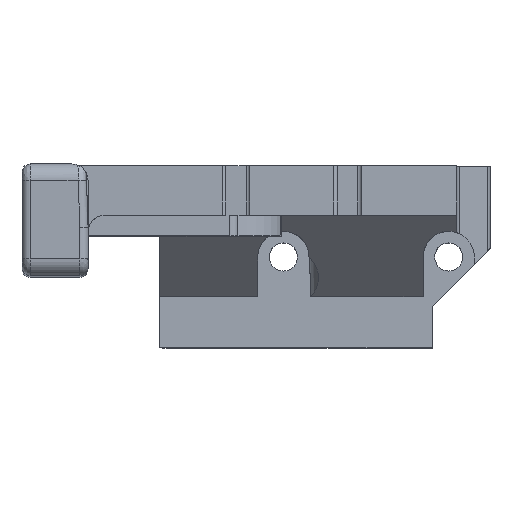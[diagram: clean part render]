
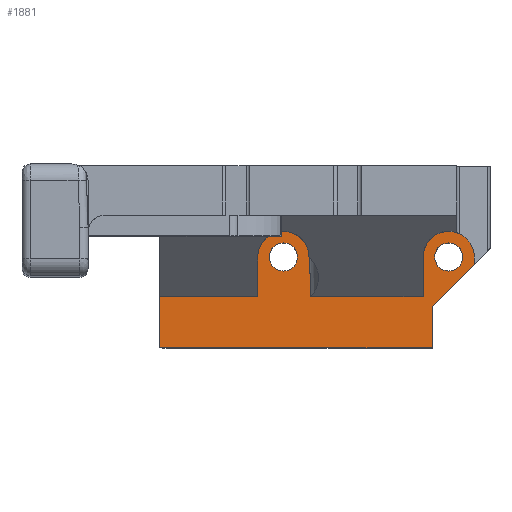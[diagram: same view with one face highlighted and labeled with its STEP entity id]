
A CAD part, top view. The second image highlights one B-rep face of the part: STEP entity #1881.
In plain terms, the highlighted face is planar.
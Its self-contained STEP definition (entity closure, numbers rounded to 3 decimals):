
#28=FACE_BOUND('',#279,.T.);
#29=FACE_BOUND('',#280,.T.);
#175=FACE_OUTER_BOUND('',#278,.T.);
#278=EDGE_LOOP('',(#1553,#1554,#1555,#1556,#1557,#1558,#1559,#1560,#1561,
#1562,#1563,#1564,#1565,#1566,#1567));
#279=EDGE_LOOP('',(#1568));
#280=EDGE_LOOP('',(#1569));
#380=LINE('',#2940,#549);
#382=LINE('',#2948,#551);
#394=LINE('',#2990,#563);
#397=LINE('',#2996,#566);
#398=LINE('',#3018,#567);
#403=LINE('',#3063,#572);
#405=LINE('',#3068,#574);
#440=LINE('',#3412,#609);
#449=LINE('',#3447,#618);
#450=LINE('',#3449,#619);
#451=LINE('',#3451,#620);
#452=LINE('',#3454,#621);
#549=VECTOR('',#2294,10.);
#551=VECTOR('',#2300,10.);
#563=VECTOR('',#2330,1000.);
#566=VECTOR('',#2335,1000.);
#567=VECTOR('',#2342,10.);
#572=VECTOR('',#2355,1000.);
#574=VECTOR('',#2359,10.);
#609=VECTOR('',#2490,1000.);
#618=VECTOR('',#2529,1000.);
#619=VECTOR('',#2530,1000.);
#620=VECTOR('',#2531,10.);
#621=VECTOR('',#2534,10.);
#694=CIRCLE('',#2002,3.1);
#695=CIRCLE('',#2005,3.1);
#723=CIRCLE('',#2067,1.7);
#725=CIRCLE('',#2070,1.7);
#726=CIRCLE('',#2072,3.1);
#820=VERTEX_POINT('',#2937);
#821=VERTEX_POINT('',#2939);
#824=VERTEX_POINT('',#2945);
#825=VERTEX_POINT('',#2947);
#837=VERTEX_POINT('',#2986);
#838=VERTEX_POINT('',#2988);
#840=VERTEX_POINT('',#2994);
#841=VERTEX_POINT('',#2998);
#842=VERTEX_POINT('',#3017);
#845=VERTEX_POINT('',#3055);
#848=VERTEX_POINT('',#3061);
#850=VERTEX_POINT('',#3066);
#896=VERTEX_POINT('',#3437);
#898=VERTEX_POINT('',#3443);
#899=VERTEX_POINT('',#3448);
#900=VERTEX_POINT('',#3450);
#901=VERTEX_POINT('',#3452);
#1021=EDGE_CURVE('',#821,#820,#380,.F.);
#1025=EDGE_CURVE('',#825,#824,#382,.F.);
#1043=EDGE_CURVE('',#837,#838,#394,.T.);
#1046=EDGE_CURVE('',#838,#840,#397,.T.);
#1048=EDGE_CURVE('',#840,#841,#694,.T.);
#1049=EDGE_CURVE('',#821,#842,#398,.T.);
#1051=EDGE_CURVE('',#842,#841,#695,.T.);
#1058=EDGE_CURVE('',#845,#848,#403,.T.);
#1060=EDGE_CURVE('',#848,#850,#405,.T.);
#1128=EDGE_CURVE('',#824,#837,#440,.F.);
#1141=EDGE_CURVE('',#896,#896,#723,.T.);
#1144=EDGE_CURVE('',#898,#898,#725,.T.);
#1145=EDGE_CURVE('',#845,#820,#449,.T.);
#1146=EDGE_CURVE('',#850,#899,#450,.T.);
#1147=EDGE_CURVE('',#900,#899,#451,.T.);
#1148=EDGE_CURVE('',#901,#900,#726,.T.);
#1149=EDGE_CURVE('',#825,#901,#452,.T.);
#1553=ORIENTED_EDGE('',*,*,#1025,.T.);
#1554=ORIENTED_EDGE('',*,*,#1128,.T.);
#1555=ORIENTED_EDGE('',*,*,#1043,.T.);
#1556=ORIENTED_EDGE('',*,*,#1046,.T.);
#1557=ORIENTED_EDGE('',*,*,#1048,.T.);
#1558=ORIENTED_EDGE('',*,*,#1051,.F.);
#1559=ORIENTED_EDGE('',*,*,#1049,.F.);
#1560=ORIENTED_EDGE('',*,*,#1021,.T.);
#1561=ORIENTED_EDGE('',*,*,#1145,.F.);
#1562=ORIENTED_EDGE('',*,*,#1058,.T.);
#1563=ORIENTED_EDGE('',*,*,#1060,.T.);
#1564=ORIENTED_EDGE('',*,*,#1146,.T.);
#1565=ORIENTED_EDGE('',*,*,#1147,.F.);
#1566=ORIENTED_EDGE('',*,*,#1148,.F.);
#1567=ORIENTED_EDGE('',*,*,#1149,.F.);
#1568=ORIENTED_EDGE('',*,*,#1141,.T.);
#1569=ORIENTED_EDGE('',*,*,#1144,.T.);
#1804=PLANE('',#2071);
#1881=ADVANCED_FACE('',(#175,#28,#29),#1804,.F.);
#2002=AXIS2_PLACEMENT_3D('',#3015,#2338,#2339);
#2005=AXIS2_PLACEMENT_3D('',#3021,#2346,#2347);
#2067=AXIS2_PLACEMENT_3D('',#3439,#2518,#2519);
#2070=AXIS2_PLACEMENT_3D('',#3445,#2525,#2526);
#2071=AXIS2_PLACEMENT_3D('',#3446,#2527,#2528);
#2072=AXIS2_PLACEMENT_3D('',#3453,#2532,#2533);
#2294=DIRECTION('',(0.,0.,-1.));
#2300=DIRECTION('',(0.,0.,-1.));
#2330=DIRECTION('',(0.,0.,1.));
#2335=DIRECTION('',(0.,1.,0.));
#2338=DIRECTION('center_axis',(1.,0.,0.));
#2339=DIRECTION('ref_axis',(0.,0.,-1.));
#2342=DIRECTION('',(0.,1.,0.));
#2346=DIRECTION('center_axis',(-1.,0.,0.));
#2347=DIRECTION('ref_axis',(0.,0.,-1.));
#2355=DIRECTION('',(0.,0.,-1.));
#2359=DIRECTION('',(0.,1.,0.));
#2490=DIRECTION('',(0.,-1.,0.));
#2518=DIRECTION('center_axis',(-1.,0.,0.));
#2519=DIRECTION('ref_axis',(0.,0.,-1.));
#2525=DIRECTION('center_axis',(-1.,0.,0.));
#2526=DIRECTION('ref_axis',(0.,0.,-1.));
#2527=DIRECTION('center_axis',(-1.,0.,0.));
#2528=DIRECTION('ref_axis',(0.,0.,1.));
#2529=DIRECTION('',(0.,1.,0.));
#2530=DIRECTION('',(0.,0.707,-0.707));
#2531=DIRECTION('',(0.,-1.,0.));
#2532=DIRECTION('center_axis',(-1.,0.,0.));
#2533=DIRECTION('ref_axis',(0.,0.,-1.));
#2534=DIRECTION('',(0.,1.,0.));
#2937=CARTESIAN_POINT('',(8.,1.182,40.));
#2939=CARTESIAN_POINT('',(8.,1.182,28.1));
#2940=CARTESIAN_POINT('',(8.,1.182,40.));
#2945=CARTESIAN_POINT('',(8.,1.182,21.704));
#2947=CARTESIAN_POINT('',(8.,1.182,8.1));
#2948=CARTESIAN_POINT('',(8.,1.182,40.));
#2986=CARTESIAN_POINT('',(8.,4.,21.704));
#2988=CARTESIAN_POINT('',(8.,4.,21.9));
#2990=CARTESIAN_POINT('',(8.,4.,40.));
#2994=CARTESIAN_POINT('',(8.,6.,21.9));
#2996=CARTESIAN_POINT('',(8.,4.,21.9));
#2998=CARTESIAN_POINT('',(8.,8.816,26.296));
#3015=CARTESIAN_POINT('Origin',(8.,6.,25.));
#3017=CARTESIAN_POINT('',(8.,6.,28.1));
#3018=CARTESIAN_POINT('',(8.,3.,28.1));
#3021=CARTESIAN_POINT('Origin',(8.,6.,25.));
#3055=CARTESIAN_POINT('',(8.,-5.,40.));
#3061=CARTESIAN_POINT('',(8.,-5.,7.));
#3063=CARTESIAN_POINT('',(8.,-5.,40.));
#3066=CARTESIAN_POINT('',(8.,0.,7.));
#3068=CARTESIAN_POINT('',(8.,0.,7.));
#3412=CARTESIAN_POINT('',(8.,21.192,21.704));
#3437=CARTESIAN_POINT('',(8.,6.,26.7));
#3439=CARTESIAN_POINT('Origin',(8.,6.,25.));
#3443=CARTESIAN_POINT('',(8.,6.,6.7));
#3445=CARTESIAN_POINT('Origin',(8.,6.,5.));
#3446=CARTESIAN_POINT('Origin',(8.,11.,40.));
#3447=CARTESIAN_POINT('',(8.,11.,40.));
#3448=CARTESIAN_POINT('',(8.,5.1,1.9));
#3449=CARTESIAN_POINT('',(8.,3.5,3.5));
#3450=CARTESIAN_POINT('',(8.,6.,1.9));
#3451=CARTESIAN_POINT('',(8.,3.,1.9));
#3452=CARTESIAN_POINT('',(8.,6.,8.1));
#3453=CARTESIAN_POINT('Origin',(8.,6.,5.));
#3454=CARTESIAN_POINT('',(8.,2.,8.1));
